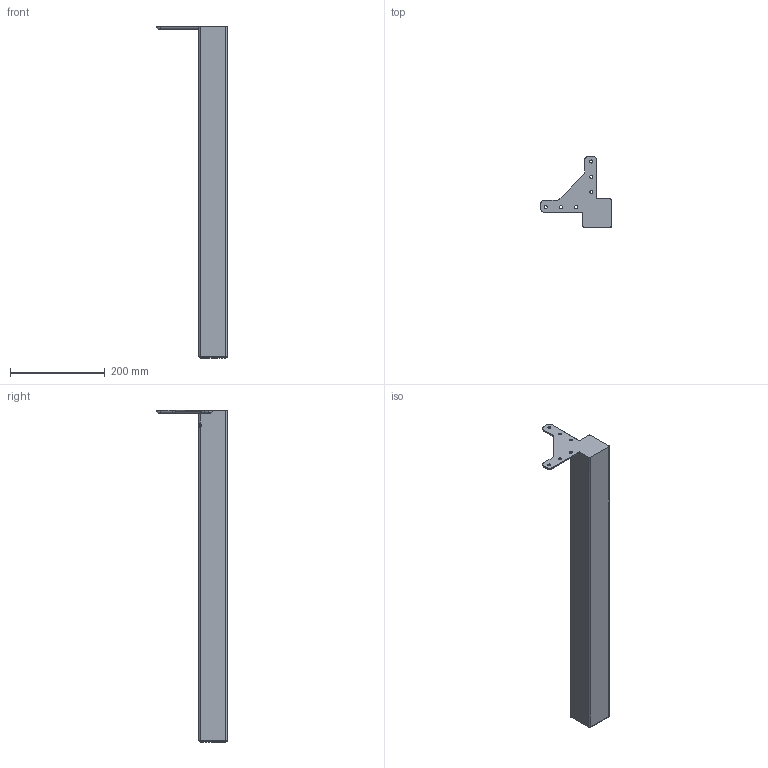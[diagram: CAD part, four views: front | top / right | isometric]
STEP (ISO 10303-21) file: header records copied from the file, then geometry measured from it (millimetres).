
FILE_DESCRIPTION(('STEP AP214'),'1');
FILE_NAME('3011093 Quadra H705 edelstahlfarbig.STP','2025-01-07T13:00:46',(' '),(' '),'Spatial InterOp 3D',' ',' ');
FILE_SCHEMA(('AUTOMOTIVE_DESIGN { 1 0 10303 214 1 1 1 1 }'));
Length unit declared in the file: millimetre
Products named in the file (1): None
Bounding box: 149.35 x 149.35 x 700 mm (x, y, z)
Volume: 2549128.4 mm3; surface area: 185225.4 mm2
Topology: 1 solids, 1 shells, 81 faces, 210 edges, 131 vertices
Faces by surface type: cylinder 38, plane 28, bspline 15
Full cylindrical faces by diameter (mm): 6.4 x6, 7.5 x1, 10.5 x6
Entity records: 3520 total; most frequent: CARTESIAN_POINT 1442, DIRECTION 401, ORIENTED_EDGE 382, EDGE_CURVE 191, AXIS2_PLACEMENT_3D 162, VERTEX_POINT 125, EDGE_LOOP 106, CIRCLE 91
